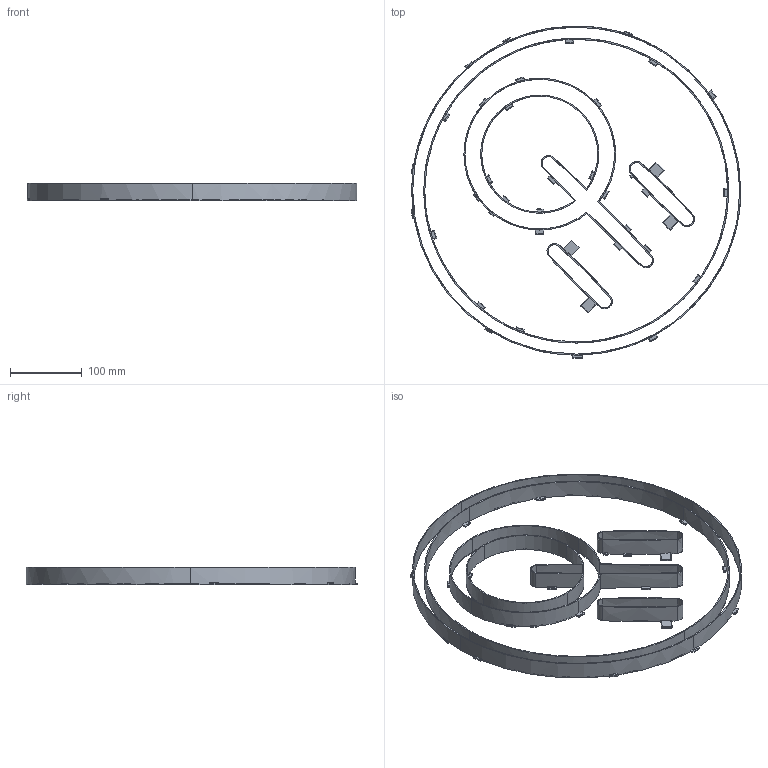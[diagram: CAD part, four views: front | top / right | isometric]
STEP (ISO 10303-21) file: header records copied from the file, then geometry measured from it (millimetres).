
FILE_DESCRIPTION(/* description */ (''),/* implementation_level */ '2;1');
FILE_NAME(/* name */ 'sputnik_460mm_final.step',/* time_stamp */ '2024-02-04T15:34:55+03:00',/* author */ (''),/* organization */ (''),/* preprocessor_version */ 'ST-DEVELOPER v20',/* originating_system */ 'Autodesk Translation Framework v12.14.0.127',/* authorisation */ '');
FILE_SCHEMA (('AUTOMOTIVE_DESIGN { 1 0 10303 214 3 1 1 }'));
Length unit declared in the file: millimetre
Products named in the file (1): sputnik 460mm v2
Bounding box: 460.6 x 463.91 x 24 mm (x, y, z)
Volume: 178563.4 mm3; surface area: 251606.1 mm2
Topology: 6 solids, 6 shells, 467 faces, 1258 edges, 798 vertices
Faces by surface type: plane 208, cylinder 130, bspline 123, sphere 6
Entity records: 18877 total; most frequent: CARTESIAN_POINT 8605, ORIENTED_EDGE 2516, DIRECTION 1563, EDGE_CURVE 1258, VERTEX_POINT 798, LINE 629, VECTOR 629, EDGE_LOOP 474
